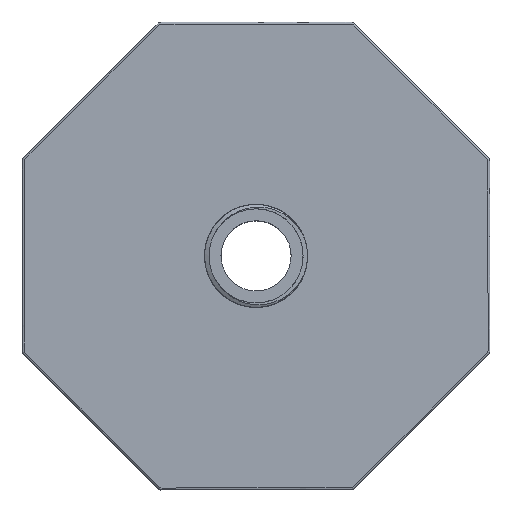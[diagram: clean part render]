
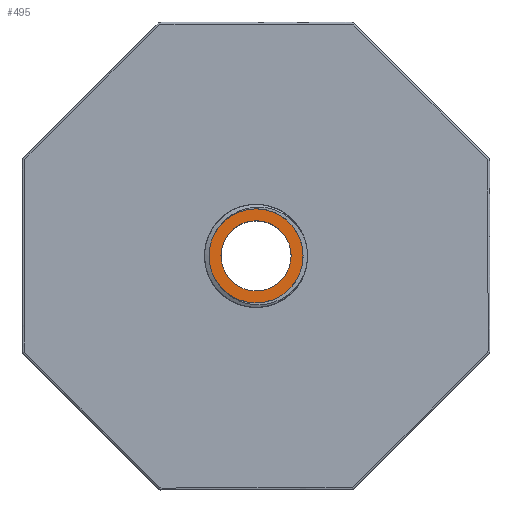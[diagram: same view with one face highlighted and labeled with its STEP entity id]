
A CAD part, top view. The second image highlights one B-rep face of the part: STEP entity #495.
In plain terms, the highlighted planar face has unit normal (0, 0, 1).
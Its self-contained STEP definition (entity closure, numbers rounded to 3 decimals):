
#321=PLANE('',#4989);
#495=ADVANCED_FACE('',(#1473,#1474),#321,.T.);
#1425=CIRCLE('',#4987,9.);
#1426=CIRCLE('',#4988,12.059);
#1473=FACE_BOUND('',#1541,.T.);
#1474=FACE_BOUND('',#1542,.T.);
#1541=EDGE_LOOP('',(#2060));
#1542=EDGE_LOOP('',(#2061));
#2060=ORIENTED_EDGE('',*,*,#3943,.T.);
#2061=ORIENTED_EDGE('',*,*,#3944,.T.);
#3461=VERTEX_POINT('',#12383);
#3462=VERTEX_POINT('',#12385);
#3943=EDGE_CURVE('',#3461,#3461,#1425,.T.);
#3944=EDGE_CURVE('',#3462,#3462,#1426,.T.);
#4987=AXIS2_PLACEMENT_3D('',#12382,#5220,#5221);
#4988=AXIS2_PLACEMENT_3D('',#12384,#5222,#5223);
#4989=AXIS2_PLACEMENT_3D('',#12386,#5224,#5225);
#5220=DIRECTION('',(0.,0.,-1.));
#5221=DIRECTION('',(1.,0.,0.));
#5222=DIRECTION('',(0.,0.,1.));
#5223=DIRECTION('',(-1.,0.,0.));
#5224=DIRECTION('',(0.,0.,1.));
#5225=DIRECTION('',(-1.,0.,0.));
#12382=CARTESIAN_POINT('',(-183.91,136.232,21.));
#12383=CARTESIAN_POINT('',(-174.91,136.232,21.));
#12384=CARTESIAN_POINT('',(-183.91,136.232,21.));
#12385=CARTESIAN_POINT('',(-195.969,136.232,21.));
#12386=CARTESIAN_POINT('',(-183.91,136.232,21.));
